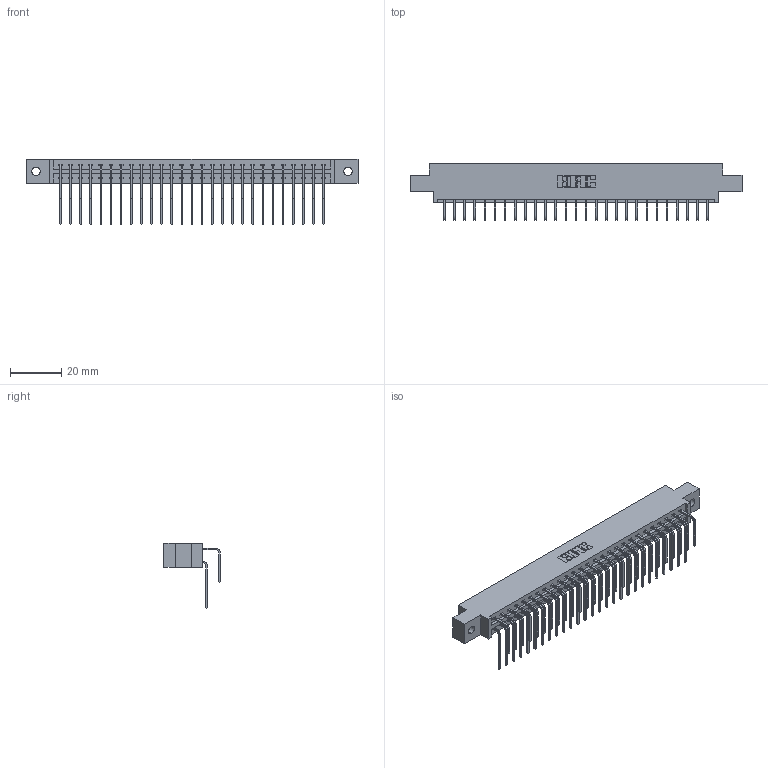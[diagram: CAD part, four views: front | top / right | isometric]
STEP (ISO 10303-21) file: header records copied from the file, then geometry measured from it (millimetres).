
FILE_DESCRIPTION (( 'STEP AP203' ), '1' );
FILE_NAME ('387-054-558-802.STEP', '2019-10-19T05:46:06', ( '' ), ( '' ), 'SwSTEP 2.0', 'SolidWorks 2016', '' );
FILE_SCHEMA (( 'CONFIG_CONTROL_DESIGN' ));
Length unit declared in the file: inch
Products named in the file (4): 345-292-001_558 559 Tail - 1; 337 Part_0.170 Offset - 0.128 Dia; 345-292-001_558 Tail - 2; 387-054-558-802
Assembly tree (55 placements, depth 2):
  387-054-558-802
    337 Part_0.170 Offset - 0.128 Dia
    345-292-001_558 559 Tail - 1  x27
    345-292-001_558 Tail - 2  x27
Bounding box: 130 x 22.17 x 25.53 mm (x, y, z)
Volume: 13657.8 mm3; surface area: 16693.7 mm2
Topology: 55 solids, 55 shells, 3142 faces, 9341 edges, 6154 vertices
Faces by surface type: plane 2234, cylinder 908
Entity records: 24793 total; most frequent: CARTESIAN_POINT 4237, ORIENTED_EDGE 4122, DIRECTION 3613, EDGE_CURVE 2061, LINE 1893, VECTOR 1893, VERTEX_POINT 1370, AXIS2_PLACEMENT_3D 860
